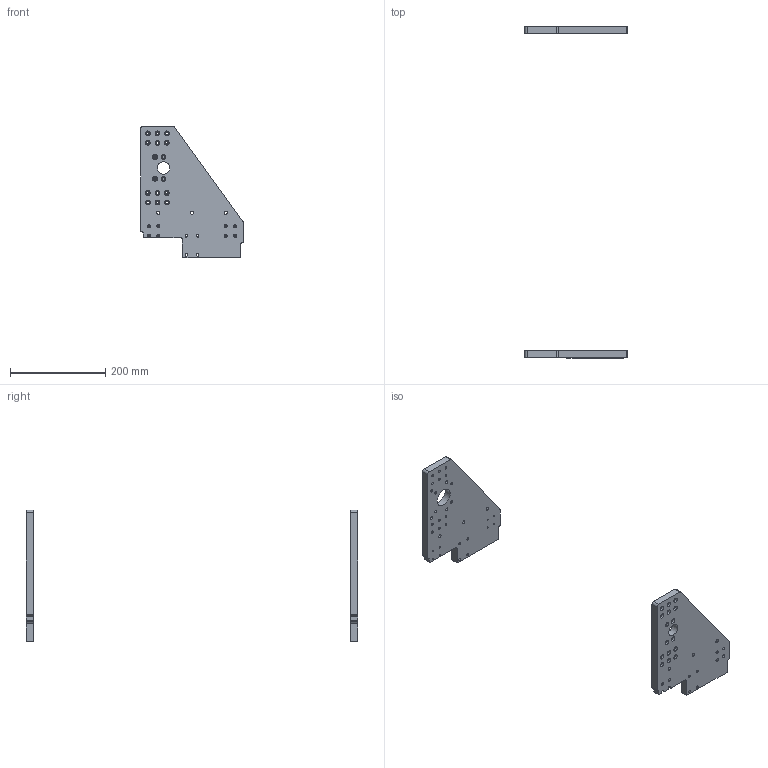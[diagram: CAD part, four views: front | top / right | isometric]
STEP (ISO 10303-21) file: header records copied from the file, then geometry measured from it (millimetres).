
FILE_DESCRIPTION(/* description */ (''),/* implementation_level */ '2;1');
FILE_NAME(/* name */ 'Cindymill_15mm_Sideplates.step',/* time_stamp */ '2021-08-07T11:38:40+02:00',/* author */ (''),/* organization */ (''),/* preprocessor_version */ 'ST-DEVELOPER v18.1',/* originating_system */ 'Autodesk Translation Framework v10.9.0.1377',/* authorisation */ '');
FILE_SCHEMA (('AUTOMOTIVE_DESIGN { 1 0 10303 214 3 1 1 }'));
Length unit declared in the file: millimetre
Products named in the file (2): Cindymill_15mm_Sideplates; Portal
Assembly tree (1 placements, depth 2):
  Cindymill_15mm_Sideplates
    Portal
Bounding box: 215.18 x 696 x 276.06 mm (x, y, z)
Volume: 1167873.5 mm3; surface area: 204876.6 mm2
Topology: 2 solids, 2 shells, 224 faces, 528 edges, 352 vertices
Faces by surface type: cylinder 146, plane 78
Full cylindrical faces by diameter (mm): 3.2 x16, 5.2 x40, 6.2 x4, 6.5 x12, 6.8 x6, 10 x28, 11 x4, 26 x1, 38.5 x1
Entity records: 6967 total; most frequent: DIRECTION 1274, CARTESIAN_POINT 1107, ORIENTED_EDGE 1056, EDGE_CURVE 528, AXIS2_PLACEMENT_3D 519, EDGE_LOOP 404, VERTEX_POINT 352, CIRCLE 292
